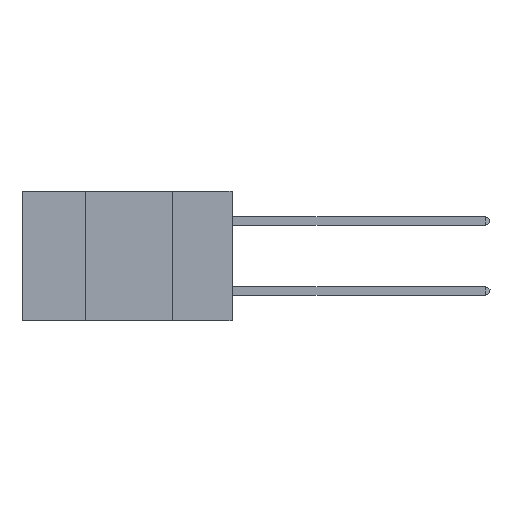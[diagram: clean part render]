
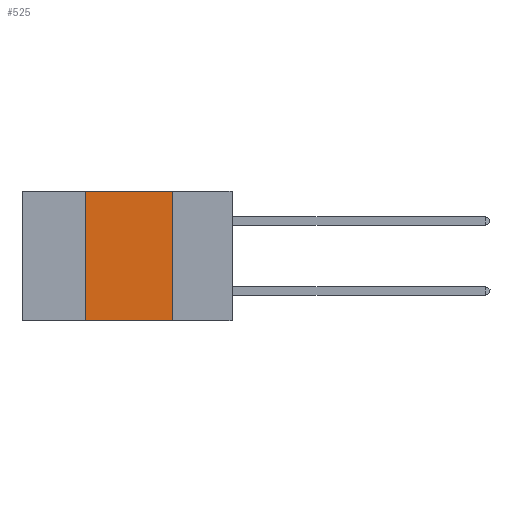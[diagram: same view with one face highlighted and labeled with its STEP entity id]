
A CAD part, left-side view. The second image highlights one B-rep face of the part: STEP entity #525.
In plain terms, the highlighted planar face has unit normal (-1, 0, 0).
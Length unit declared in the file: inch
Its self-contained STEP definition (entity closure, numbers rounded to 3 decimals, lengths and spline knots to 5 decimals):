
#272 = LINE ( 'NONE', #3350, #10063 ) ;
#525 = ADVANCED_FACE ( 'NONE', ( #3269 ), #8265, .F. ) ;
#1002 = CARTESIAN_POINT ( 'NONE',  ( 0., 0.17, -0.37 ) ) ;
#1057 = CARTESIAN_POINT ( 'NONE',  ( 0., 0.42, 0. ) ) ;
#1566 = ORIENTED_EDGE ( 'NONE', *, *, #5964, .F. ) ;
#1713 = CARTESIAN_POINT ( 'NONE',  ( 0., 0.42, -0.37 ) ) ;
#2354 = EDGE_LOOP ( 'NONE', ( #10524, #1566, #10142, #5981 ) ) ;
#2904 = CARTESIAN_POINT ( 'NONE',  ( 0., 0.6, 0. ) ) ;
#2943 = DIRECTION ( 'NONE',  ( 0., 0., -1. ) ) ;
#3269 = FACE_OUTER_BOUND ( 'NONE', #2354, .T. ) ;
#3350 = CARTESIAN_POINT ( 'NONE',  ( 0., 0.42, 0. ) ) ;
#3811 = DIRECTION ( 'NONE',  ( 0., 0., -1. ) ) ;
#3813 = LINE ( 'NONE', #6147, #5519 ) ;
#4074 = LINE ( 'NONE', #9451, #5500 ) ;
#4209 = CARTESIAN_POINT ( 'NONE',  ( 0., 0.17, 0. ) ) ;
#4376 = VECTOR ( 'NONE', #2943, 39.37008 ) ;
#4890 = VERTEX_POINT ( 'NONE', #1713 ) ;
#5288 = DIRECTION ( 'NONE',  ( 0., 0., 1. ) ) ;
#5298 = CARTESIAN_POINT ( 'NONE',  ( 0., 0.17, 0. ) ) ;
#5500 = VECTOR ( 'NONE', #6413, 39.37008 ) ;
#5519 = VECTOR ( 'NONE', #9811, 39.37008 ) ;
#5643 = LINE ( 'NONE', #5298, #4376 ) ;
#5749 = EDGE_CURVE ( 'NONE', #8803, #7112, #5643, .T. ) ;
#5964 = EDGE_CURVE ( 'NONE', #10792, #8803, #3813, .T. ) ;
#5981 = ORIENTED_EDGE ( 'NONE', *, *, #7381, .T. ) ;
#6067 = EDGE_CURVE ( 'NONE', #4890, #10792, #272, .T. ) ;
#6147 = CARTESIAN_POINT ( 'NONE',  ( 0., 0.6, 0. ) ) ;
#6413 = DIRECTION ( 'NONE',  ( 0., -1., 0. ) ) ;
#6414 = AXIS2_PLACEMENT_3D ( 'NONE', #2904, #10965, #3811 ) ;
#7112 = VERTEX_POINT ( 'NONE', #1002 ) ;
#7381 = EDGE_CURVE ( 'NONE', #4890, #7112, #4074, .T. ) ;
#8265 = PLANE ( 'NONE',  #6414 ) ;
#8803 = VERTEX_POINT ( 'NONE', #4209 ) ;
#9451 = CARTESIAN_POINT ( 'NONE',  ( 0., 0.6, -0.37 ) ) ;
#9811 = DIRECTION ( 'NONE',  ( 0., -1., 0. ) ) ;
#10063 = VECTOR ( 'NONE', #5288, 39.37008 ) ;
#10142 = ORIENTED_EDGE ( 'NONE', *, *, #6067, .F. ) ;
#10524 = ORIENTED_EDGE ( 'NONE', *, *, #5749, .F. ) ;
#10792 = VERTEX_POINT ( 'NONE', #1057 ) ;
#10965 = DIRECTION ( 'NONE',  ( 1., 0., 0. ) ) ;
